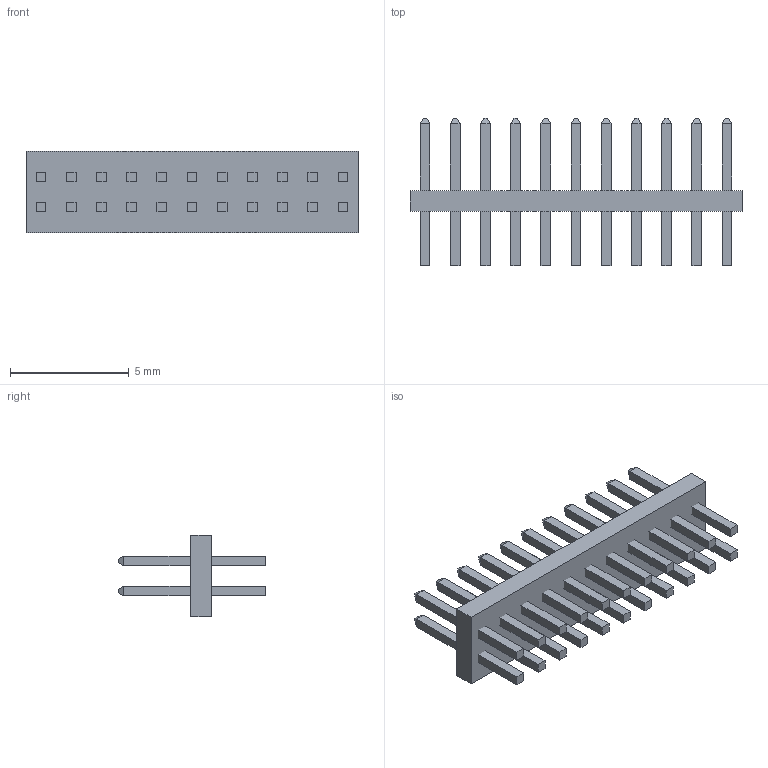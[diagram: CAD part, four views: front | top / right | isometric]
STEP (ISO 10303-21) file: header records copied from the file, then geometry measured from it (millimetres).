
FILE_DESCRIPTION(/* description */ ('STEP AP214'),/* implementation_level */ '2;1');
FILE_NAME(/* name */ 'FTS-111-01-L-D',/* time_stamp */ '2023-12-30T22:10:05+01:00',/* author */ ('License CC BY-ND 4.0'),/* organization */ ('CADENAS'),/* preprocessor_version */ 'ST-DEVELOPER v19.3',/* originating_system */ 'PARTsolutions',/* authorisation */ ' ');
FILE_SCHEMA (('AUTOMOTIVE_DESIGN {1 0 10303 214 3 1 1}'));
Length unit declared in the file: inch
Products named in the file (4): FTS-111-01-L-D; FTS-111-01-L-D_pins2; FTS-111-01-L-D_pins1; FTS-111-01-L-D_body
Assembly tree (3 placements, depth 2):
  FTS-111-01-L-D
    FTS-111-01-L-D_pins2
    FTS-111-01-L-D_pins1
    FTS-111-01-L-D_body
Bounding box: 13.97 x 6.2 x 3.43 mm (x, y, z)
Volume: 71.3 mm3; surface area: 434.5 mm2
Topology: 3 solids, 3 shells, 274 faces, 716 edges, 448 vertices
Faces by surface type: plane 274
Entity records: 8221 total; most frequent: CARTESIAN_POINT 1442, ORIENTED_EDGE 1432, DIRECTION 1272, EDGE_CURVE 716, LINE 716, VECTOR 716, VERTEX_POINT 448, AXIS2_PLACEMENT_3D 278
